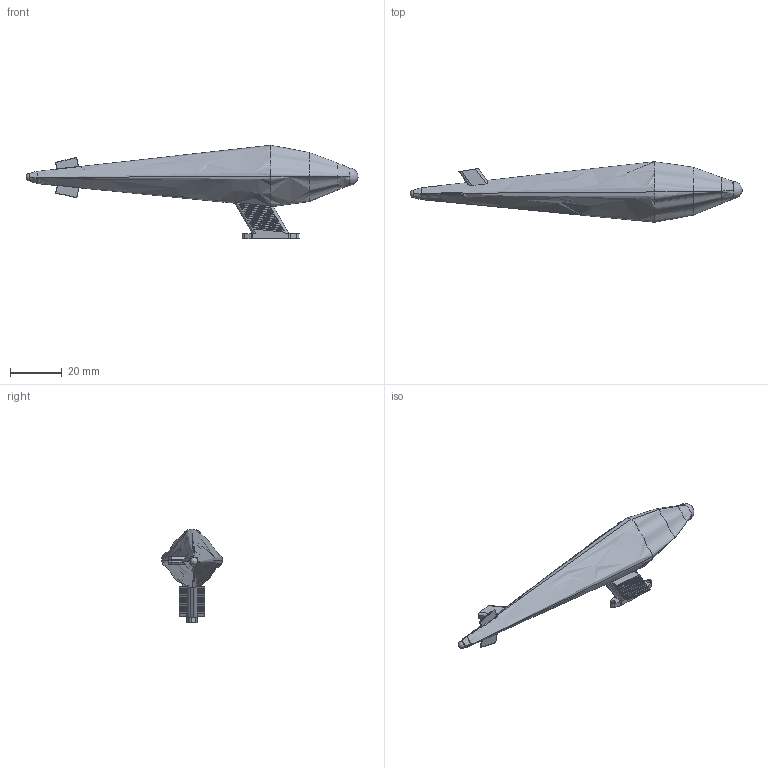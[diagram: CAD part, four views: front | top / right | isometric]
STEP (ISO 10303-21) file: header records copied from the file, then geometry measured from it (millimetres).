
FILE_DESCRIPTION (( 'STEP AP214' ), '1' );
FILE_NAME ('Silencer.STEP', '2019-09-27T15:19:31', ( '' ), ( '' ), 'SwSTEP 2.0', 'SolidWorks 2018', '' );
FILE_SCHEMA (( 'AUTOMOTIVE_DESIGN' ));
Length unit declared in the file: millimetre
Products named in the file (1): Silencer
Bounding box: 127.88 x 23.33 x 36.03 mm (x, y, z)
Volume: 4183.8 mm3; surface area: 14250.8 mm2
Topology: 1 solids, 1 shells, 567 faces, 1623 edges, 1012 vertices
Faces by surface type: cone 217, plane 199, bspline 100, cylinder 34, sphere 12, torus 5
Entity records: 26695 total; most frequent: CARTESIAN_POINT 12088, ORIENTED_EDGE 3202, DIRECTION 2780, EDGE_CURVE 1601, AXIS2_PLACEMENT_3D 1019, VERTEX_POINT 1007, EDGE_LOOP 758, LINE 742
